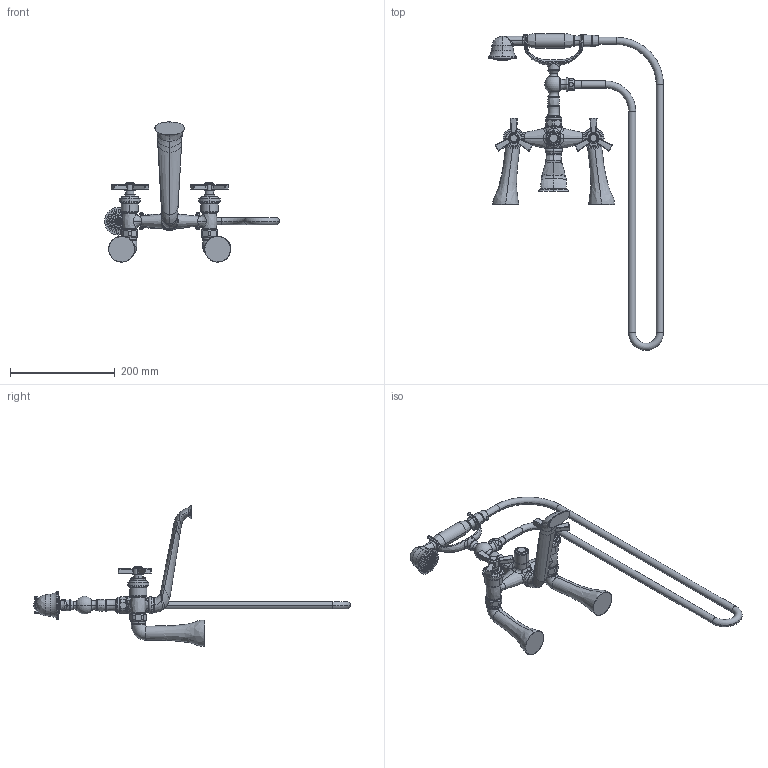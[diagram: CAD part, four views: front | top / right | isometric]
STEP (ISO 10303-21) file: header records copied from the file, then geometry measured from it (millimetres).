
FILE_DESCRIPTION((''),'2;1');
FILE_NAME('1600-4272','2021-01-14T16:23:32',('jinson.thomas'),(''),'CREO PARAMETRIC BY PTC INC, 2018400','CREO PARAMETRIC BY PTC INC, 2018400','');
FILE_SCHEMA(('CONFIG_CONTROL_DESIGN'));
Length unit declared in the file: inch
Products named in the file (1): 1600-4272
Bounding box: 334.8 x 606.04 x 268.56 mm (x, y, z)
Volume: 1025625.1 mm3; surface area: 196181.1 mm2
Topology: 1 solids, 1 shells, 990 faces, 2229 edges, 1343 vertices
Faces by surface type: bspline 285, cylinder 281, plane 166, torus 114, cone 94, sphere 46, extrusion 4
Entity records: 47610 total; most frequent: CARTESIAN_POINT 27910, ORIENTED_EDGE 4450, DIRECTION 3464, EDGE_CURVE 2225, AXIS2_PLACEMENT_3D 1494, VERTEX_POINT 1343, EDGE_LOOP 1100, FACE_OUTER_BOUND 990
